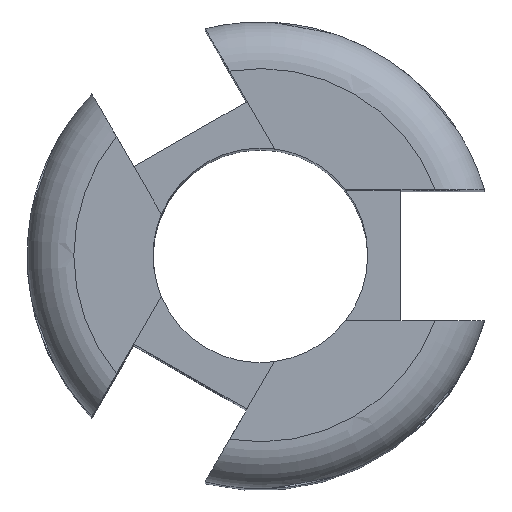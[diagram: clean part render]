
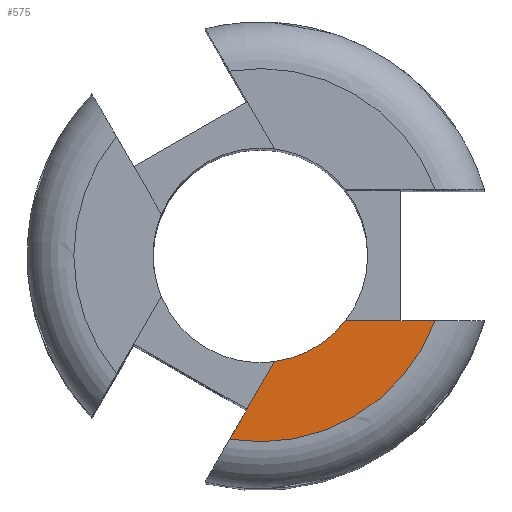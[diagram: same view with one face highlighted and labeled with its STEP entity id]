
A CAD part, top view. The second image highlights one B-rep face of the part: STEP entity #575.
In plain terms, the highlighted planar face has unit normal (0, 0, 1).
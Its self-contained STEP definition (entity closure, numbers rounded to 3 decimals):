
#3 = CARTESIAN_POINT ( 'NONE',  ( 6.062, -3.5, 0. ) ) ;
#125 = CARTESIAN_POINT ( 'NONE',  ( 0., 0., 0. ) ) ;
#136 = DIRECTION ( 'NONE',  ( 1., 0., 0. ) ) ;
#223 = EDGE_LOOP ( 'NONE', ( #351, #1405, #818, #414 ) ) ;
#268 = EDGE_CURVE ( 'NONE', #1262, #962, #671, .T. ) ;
#335 = VECTOR ( 'NONE', #875, 1000. ) ;
#351 = ORIENTED_EDGE ( 'NONE', *, *, #268, .F. ) ;
#374 = CARTESIAN_POINT ( 'NONE',  ( 0., 0., 0. ) ) ;
#414 = ORIENTED_EDGE ( 'NONE', *, *, #2210, .F. ) ;
#497 = LINE ( 'NONE', #2634, #633 ) ;
#553 = LINE ( 'NONE', #3, #335 ) ;
#575 = ADVANCED_FACE ( 'NONE', ( #2099 ), #2002, .T. ) ;
#592 = DIRECTION ( 'NONE',  ( 0., 0., 1. ) ) ;
#633 = VECTOR ( 'NONE', #1368, 1000. ) ;
#660 = EDGE_CURVE ( 'NONE', #885, #1619, #1760, .T. ) ;
#671 = CIRCLE ( 'NONE', #1609, 11.5 ) ;
#710 = AXIS2_PLACEMENT_3D ( 'NONE', #125, #1386, #136 ) ;
#818 = ORIENTED_EDGE ( 'NONE', *, *, #660, .T. ) ;
#875 = DIRECTION ( 'NONE',  ( 0.5, 0.866, 0. ) ) ;
#885 = VERTEX_POINT ( 'NONE', #1950 ) ;
#962 = VERTEX_POINT ( 'NONE', #1725 ) ;
#991 = DIRECTION ( 'NONE',  ( 1., 0., 0. ) ) ;
#1262 = VERTEX_POINT ( 'NONE', #2463 ) ;
#1368 = DIRECTION ( 'NONE',  ( 1., 0., 0. ) ) ;
#1386 = DIRECTION ( 'NONE',  ( 0., 0., 1. ) ) ;
#1405 = ORIENTED_EDGE ( 'NONE', *, *, #1549, .F. ) ;
#1455 = CARTESIAN_POINT ( 'NONE',  ( 0., 0., 0. ) ) ;
#1549 = EDGE_CURVE ( 'NONE', #885, #1262, #553, .T. ) ;
#1609 = AXIS2_PLACEMENT_3D ( 'NONE', #1455, #592, #2082 ) ;
#1619 = VERTEX_POINT ( 'NONE', #2116 ) ;
#1725 = CARTESIAN_POINT ( 'NONE',  ( 9.124, -7., 0. ) ) ;
#1760 = CIRCLE ( 'NONE', #2137, 20. ) ;
#1950 = CARTESIAN_POINT ( 'NONE',  ( -3.305, -19.725, 0. ) ) ;
#2002 = PLANE ( 'NONE',  #710 ) ;
#2044 = DIRECTION ( 'NONE',  ( 0., 0., 1. ) ) ;
#2082 = DIRECTION ( 'NONE',  ( 1., 0., 0. ) ) ;
#2099 = FACE_OUTER_BOUND ( 'NONE', #223, .T. ) ;
#2116 = CARTESIAN_POINT ( 'NONE',  ( 18.735, -7., 0. ) ) ;
#2137 = AXIS2_PLACEMENT_3D ( 'NONE', #374, #2044, #991 ) ;
#2210 = EDGE_CURVE ( 'NONE', #962, #1619, #497, .T. ) ;
#2463 = CARTESIAN_POINT ( 'NONE',  ( 1.5, -11.402, 0. ) ) ;
#2634 = CARTESIAN_POINT ( 'NONE',  ( 15., -7., 0. ) ) ;
